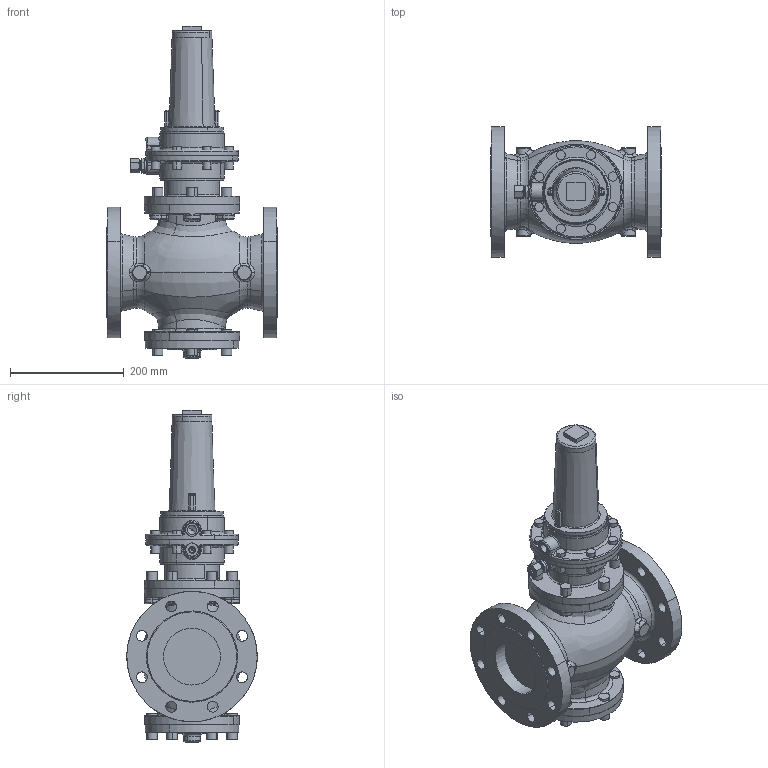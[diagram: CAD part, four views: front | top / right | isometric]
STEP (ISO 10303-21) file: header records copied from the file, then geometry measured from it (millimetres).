
FILE_DESCRIPTION(('CATIA V5 STEP Exchange'),'2;1');
FILE_NAME('R100-R100-U DN100 160 ANSI.stp','2023-05-08T08:48:00+00:00',('none'),('none'),'CATIA Version 5-6 Release 2018 SP2','CATIA V5 STEP AP203','none');
FILE_SCHEMA(('CONFIG_CONTROL_DESIGN'));
Length unit declared in the file: millimetre
Products named in the file (1): Product4
Assembly tree (2 placements, depth 2):
  Product4
    #57
    #26156
Bounding box: 300 x 228.94 x 583 mm (x, y, z)
Volume: 10244378.5 mm3; surface area: 597088.7 mm2
Topology: 3 solids, 12 shells, 746 faces, 1741 edges, 1021 vertices
Faces by surface type: cylinder 266, torus 163, plane 136, bspline 88, cone 58, sphere 31, revolution 4
Entity records: 27688 total; most frequent: CARTESIAN_POINT 13301, ORIENTED_EDGE 3374, DIRECTION 1996, EDGE_CURVE 1687, AXIS2_PLACEMENT_3D 1230, VERTEX_POINT 1021, CIRCLE 870, EDGE_LOOP 844
